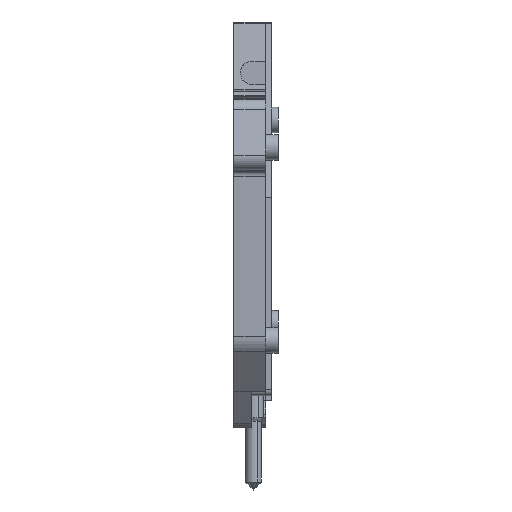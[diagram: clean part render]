
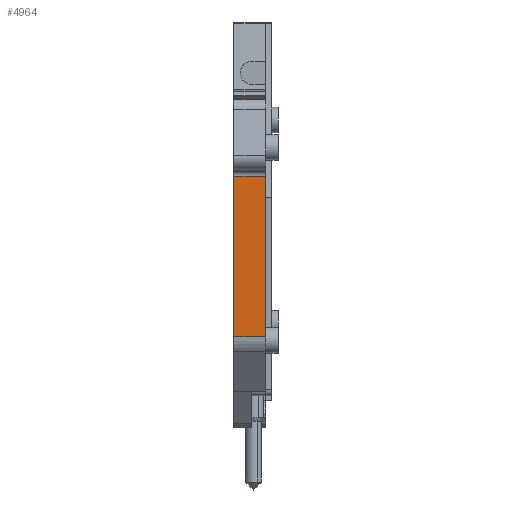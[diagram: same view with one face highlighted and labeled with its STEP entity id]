
A CAD part, front view. The second image highlights one B-rep face of the part: STEP entity #4964.
In plain terms, the highlighted planar face has unit normal (0, -0.998, -0.058).
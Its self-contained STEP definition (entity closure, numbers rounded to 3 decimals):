
#4951=AXIS2_PLACEMENT_3D('Plane Axis2P3D',#4948,#4949,#4950) ;
#634=CARTESIAN_POINT('Vertex',(5.,2.782,49.274)) ;
#637=CARTESIAN_POINT('Line Origine',(5.,3.508,36.675)) ;
#641=CARTESIAN_POINT('Vertex',(5.,4.235,24.076)) ;
#2643=CARTESIAN_POINT('Vertex',(0.,4.235,24.076)) ;
#2646=CARTESIAN_POINT('Line Origine',(0.,3.508,36.675)) ;
#2650=CARTESIAN_POINT('Vertex',(0.,2.782,49.274)) ;
#4936=CARTESIAN_POINT('Line Origine',(2.5,4.235,24.076)) ;
#4948=CARTESIAN_POINT('Axis2P3D Location',(-1.,2.782,49.274)) ;
#4953=CARTESIAN_POINT('Line Origine',(2.5,2.782,49.274)) ;
#638=DIRECTION('Vector Direction',(0.,0.058,-0.998)) ;
#2647=DIRECTION('Vector Direction',(0.,0.058,-0.998)) ;
#4937=DIRECTION('Vector Direction',(-1.,0.,0.)) ;
#4949=DIRECTION('Axis2P3D Direction',(0.,0.998,0.058)) ;
#4950=DIRECTION('Axis2P3D XDirection',(0.,0.058,-0.998)) ;
#4954=DIRECTION('Vector Direction',(-1.,0.,0.)) ;
#639=VECTOR('Line Direction',#638,1.) ;
#2648=VECTOR('Line Direction',#2647,1.) ;
#4938=VECTOR('Line Direction',#4937,1.) ;
#4955=VECTOR('Line Direction',#4954,1.) ;
#4959=ORIENTED_EDGE('',*,*,#4940,.F.) ;
#4960=ORIENTED_EDGE('',*,*,#643,.T.) ;
#4961=ORIENTED_EDGE('',*,*,#4957,.T.) ;
#4962=ORIENTED_EDGE('',*,*,#2652,.F.) ;
#4964=ADVANCED_FACE('ARGH ( *SOL345 - wsp GHDE STA M.BRUCH -  -Non Smart-  )',(#4963),#4952,.F.) ;
#643=EDGE_CURVE('',#642,#635,#640,.F.) ;
#2652=EDGE_CURVE('',#2644,#2651,#2649,.F.) ;
#4940=EDGE_CURVE('',#642,#2644,#4939,.T.) ;
#4957=EDGE_CURVE('',#635,#2651,#4956,.T.) ;
#4958=EDGE_LOOP('',(#4959,#4960,#4961,#4962)) ;
#4963=FACE_OUTER_BOUND('',#4958,.T.) ;
#640=LINE('Line',#637,#639) ;
#2649=LINE('Line',#2646,#2648) ;
#4939=LINE('Line',#4936,#4938) ;
#4956=LINE('Line',#4953,#4955) ;
#4952=PLANE('',#4951) ;
#635=VERTEX_POINT('',#634) ;
#642=VERTEX_POINT('',#641) ;
#2644=VERTEX_POINT('',#2643) ;
#2651=VERTEX_POINT('',#2650) ;
